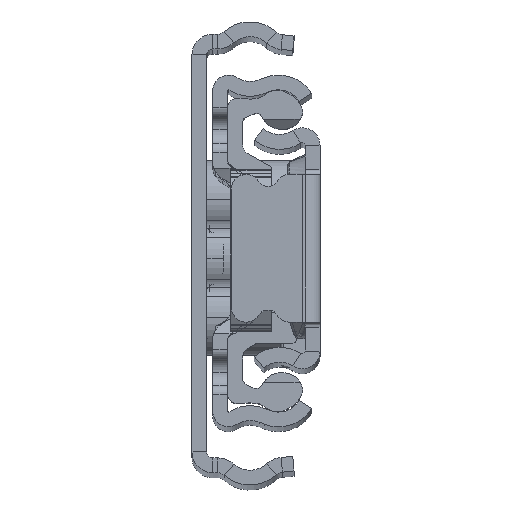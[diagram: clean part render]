
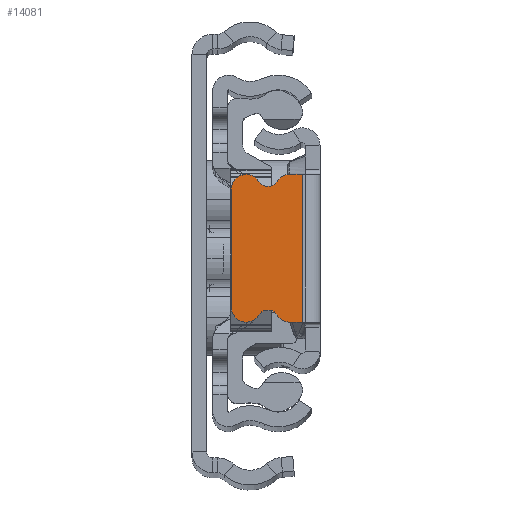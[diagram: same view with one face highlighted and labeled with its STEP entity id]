
A CAD part, top view. The second image highlights one B-rep face of the part: STEP entity #14081.
In plain terms, the highlighted planar face has unit normal (0, 0, 1).
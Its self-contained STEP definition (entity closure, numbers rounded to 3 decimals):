
#340 = AXIS2_PLACEMENT_3D ( 'NONE', #12938, #19162, #5215 ) ;
#550 = EDGE_CURVE ( 'NONE', #16710, #17279, #1082, .T. ) ;
#561 = VERTEX_POINT ( 'NONE', #4351 ) ;
#778 = ORIENTED_EDGE ( 'NONE', *, *, #1111, .T. ) ;
#915 = VECTOR ( 'NONE', #10464, 1000. ) ;
#995 = LINE ( 'NONE', #7203, #11941 ) ;
#1082 = LINE ( 'NONE', #12197, #915 ) ;
#1111 = EDGE_CURVE ( 'NONE', #3663, #12243, #3585, .T. ) ;
#1206 = ORIENTED_EDGE ( 'NONE', *, *, #15472, .T. ) ;
#1233 = CARTESIAN_POINT ( 'NONE',  ( 0.7, -7.5, 0. ) ) ;
#1693 = DIRECTION ( 'NONE',  ( 0., 0., -1. ) ) ;
#1952 = CARTESIAN_POINT ( 'NONE',  ( -9., 6., 0. ) ) ;
#2161 = DIRECTION ( 'NONE',  ( 0., 0., 1. ) ) ;
#2259 = DIRECTION ( 'NONE',  ( 0., 1., 0. ) ) ;
#2278 = DIRECTION ( 'NONE',  ( 0., 1., 0. ) ) ;
#2396 = ORIENTED_EDGE ( 'NONE', *, *, #8181, .T. ) ;
#2522 = CARTESIAN_POINT ( 'NONE',  ( -9., 6., 0. ) ) ;
#2754 = CIRCLE ( 'NONE', #5369, 1.1 ) ;
#2862 = AXIS2_PLACEMENT_3D ( 'NONE', #8579, #19090, #2278 ) ;
#3251 = CARTESIAN_POINT ( 'NONE',  ( -9., -6., 0. ) ) ;
#3333 = CARTESIAN_POINT ( 'NONE',  ( -5.29, -7.37, 0. ) ) ;
#3374 = ORIENTED_EDGE ( 'NONE', *, *, #13280, .F. ) ;
#3427 = CARTESIAN_POINT ( 'NONE',  ( -7.5, -7.5, 0. ) ) ;
#3585 = CIRCLE ( 'NONE', #340, 1.5 ) ;
#3663 = VERTEX_POINT ( 'NONE', #3251 ) ;
#3694 = CIRCLE ( 'NONE', #6300, 1.1 ) ;
#4071 = EDGE_CURVE ( 'NONE', #12243, #8584, #11906, .T. ) ;
#4256 = VERTEX_POINT ( 'NONE', #20081 ) ;
#4351 = CARTESIAN_POINT ( 'NONE',  ( -5.29, 6.27, 0. ) ) ;
#4479 = VERTEX_POINT ( 'NONE', #5398 ) ;
#4507 = CARTESIAN_POINT ( 'NONE',  ( -4.355, -6.79, 0. ) ) ;
#4865 = EDGE_CURVE ( 'NONE', #4256, #561, #2754, .T. ) ;
#4872 = ORIENTED_EDGE ( 'NONE', *, *, #18898, .T. ) ;
#5215 = DIRECTION ( 'NONE',  ( 0., 1., 0. ) ) ;
#5357 = CARTESIAN_POINT ( 'NONE',  ( -3.08, -6., 0. ) ) ;
#5369 = AXIS2_PLACEMENT_3D ( 'NONE', #14772, #8472, #2259 ) ;
#5398 = CARTESIAN_POINT ( 'NONE',  ( -1.8, -7.5, 0. ) ) ;
#5548 = EDGE_CURVE ( 'NONE', #6194, #6416, #19378, .T. ) ;
#5952 = ORIENTED_EDGE ( 'NONE', *, *, #13186, .T. ) ;
#6136 = CARTESIAN_POINT ( 'NONE',  ( -5.29, 7.37, 0. ) ) ;
#6194 = VERTEX_POINT ( 'NONE', #4507 ) ;
#6300 = AXIS2_PLACEMENT_3D ( 'NONE', #3333, #1693, #8106 ) ;
#6416 = VERTEX_POINT ( 'NONE', #17722 ) ;
#6472 = CARTESIAN_POINT ( 'NONE',  ( -3.08, 7.5, 0. ) ) ;
#6478 = DIRECTION ( 'NONE',  ( 0., 0., 1. ) ) ;
#6479 = CIRCLE ( 'NONE', #17533, 1.5 ) ;
#6726 = DIRECTION ( 'NONE',  ( 0., 1., 0. ) ) ;
#6847 = DIRECTION ( 'NONE',  ( 0., 1., 0. ) ) ;
#7053 = ORIENTED_EDGE ( 'NONE', *, *, #7143, .T. ) ;
#7143 = EDGE_CURVE ( 'NONE', #11307, #19501, #10845, .T. ) ;
#7203 = CARTESIAN_POINT ( 'NONE',  ( -1.8, -10.425, 0. ) ) ;
#7236 = CARTESIAN_POINT ( 'NONE',  ( -7.5, -6., 0. ) ) ;
#8106 = DIRECTION ( 'NONE',  ( 0., 1., 0. ) ) ;
#8181 = EDGE_CURVE ( 'NONE', #8584, #6194, #3694, .T. ) ;
#8472 = DIRECTION ( 'NONE',  ( 0., 0., -1. ) ) ;
#8516 = ORIENTED_EDGE ( 'NONE', *, *, #4865, .T. ) ;
#8579 = CARTESIAN_POINT ( 'NONE',  ( 293.5, -10.425, 0. ) ) ;
#8584 = VERTEX_POINT ( 'NONE', #16374 ) ;
#8628 = DIRECTION ( 'NONE',  ( 0., -1., 0. ) ) ;
#8666 = DIRECTION ( 'NONE',  ( 0., 1., 0. ) ) ;
#9051 = CARTESIAN_POINT ( 'NONE',  ( -1.8, 7.5, 0. ) ) ;
#9316 = AXIS2_PLACEMENT_3D ( 'NONE', #5357, #6478, #11562 ) ;
#9927 = ORIENTED_EDGE ( 'NONE', *, *, #16621, .T. ) ;
#10016 = FACE_OUTER_BOUND ( 'NONE', #13453, .T. ) ;
#10172 = DIRECTION ( 'NONE',  ( 0., 1., 0. ) ) ;
#10464 = DIRECTION ( 'NONE',  ( -1., 0., 0. ) ) ;
#10617 = AXIS2_PLACEMENT_3D ( 'NONE', #7236, #15084, #8666 ) ;
#10845 = CIRCLE ( 'NONE', #13748, 1.5 ) ;
#11146 = CARTESIAN_POINT ( 'NONE',  ( -7.5, 6., 0. ) ) ;
#11297 = VECTOR ( 'NONE', #8628, 1000. ) ;
#11303 = ORIENTED_EDGE ( 'NONE', *, *, #4071, .T. ) ;
#11307 = VERTEX_POINT ( 'NONE', #19451 ) ;
#11562 = DIRECTION ( 'NONE',  ( 0., 1., 0. ) ) ;
#11605 = DIRECTION ( 'NONE',  ( 0., 0., 1. ) ) ;
#11702 = LINE ( 'NONE', #2522, #11297 ) ;
#11906 = CIRCLE ( 'NONE', #10617, 1.5 ) ;
#11941 = VECTOR ( 'NONE', #13413, 1000. ) ;
#12197 = CARTESIAN_POINT ( 'NONE',  ( 0.7, 7.5, 0. ) ) ;
#12243 = VERTEX_POINT ( 'NONE', #3427 ) ;
#12938 = CARTESIAN_POINT ( 'NONE',  ( -7.5, -6., 0. ) ) ;
#13116 = CARTESIAN_POINT ( 'NONE',  ( -3.08, 6., 0. ) ) ;
#13186 = EDGE_CURVE ( 'NONE', #19501, #3663, #11702, .T. ) ;
#13280 = EDGE_CURVE ( 'NONE', #16710, #4479, #995, .T. ) ;
#13413 = DIRECTION ( 'NONE',  ( 0., -1., 0. ) ) ;
#13453 = EDGE_LOOP ( 'NONE', ( #3374, #16690, #9927, #8516, #1206, #7053, #5952, #778, #11303, #2396, #14627, #4872 ) ) ;
#13748 = AXIS2_PLACEMENT_3D ( 'NONE', #11146, #2161, #6847 ) ;
#13870 = CIRCLE ( 'NONE', #18102, 1.1 ) ;
#14081 = ADVANCED_FACE ( 'NONE', ( #10016 ), #16220, .T. ) ;
#14627 = ORIENTED_EDGE ( 'NONE', *, *, #5548, .T. ) ;
#14772 = CARTESIAN_POINT ( 'NONE',  ( -5.29, 7.37, 0. ) ) ;
#15084 = DIRECTION ( 'NONE',  ( 0., 0., 1. ) ) ;
#15222 = VECTOR ( 'NONE', #16617, 1000. ) ;
#15472 = EDGE_CURVE ( 'NONE', #561, #11307, #13870, .T. ) ;
#16093 = DIRECTION ( 'NONE',  ( 0., 0., -1. ) ) ;
#16220 = PLANE ( 'NONE',  #2862 ) ;
#16374 = CARTESIAN_POINT ( 'NONE',  ( -6.225, -6.79, 0. ) ) ;
#16617 = DIRECTION ( 'NONE',  ( 1., 0., 0. ) ) ;
#16621 = EDGE_CURVE ( 'NONE', #17279, #4256, #6479, .T. ) ;
#16690 = ORIENTED_EDGE ( 'NONE', *, *, #550, .T. ) ;
#16710 = VERTEX_POINT ( 'NONE', #9051 ) ;
#16825 = LINE ( 'NONE', #1233, #15222 ) ;
#17279 = VERTEX_POINT ( 'NONE', #6472 ) ;
#17533 = AXIS2_PLACEMENT_3D ( 'NONE', #13116, #11605, #10172 ) ;
#17722 = CARTESIAN_POINT ( 'NONE',  ( -3.08, -7.5, 0. ) ) ;
#18102 = AXIS2_PLACEMENT_3D ( 'NONE', #6136, #16093, #6726 ) ;
#18898 = EDGE_CURVE ( 'NONE', #6416, #4479, #16825, .T. ) ;
#19090 = DIRECTION ( 'NONE',  ( 0., 0., 1. ) ) ;
#19162 = DIRECTION ( 'NONE',  ( 0., 0., 1. ) ) ;
#19378 = CIRCLE ( 'NONE', #9316, 1.5 ) ;
#19451 = CARTESIAN_POINT ( 'NONE',  ( -6.225, 6.79, 0. ) ) ;
#19501 = VERTEX_POINT ( 'NONE', #1952 ) ;
#20081 = CARTESIAN_POINT ( 'NONE',  ( -4.355, 6.79, 0. ) ) ;
